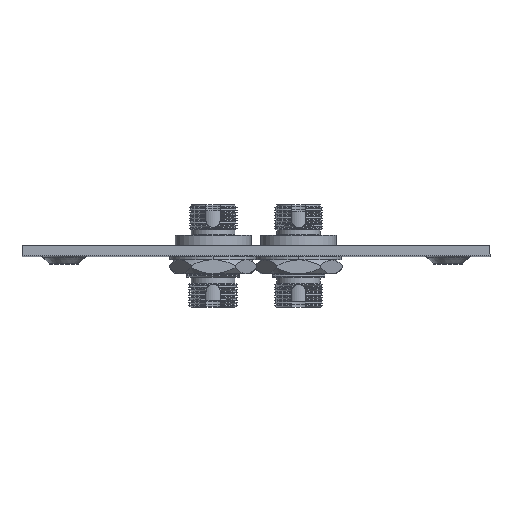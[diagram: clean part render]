
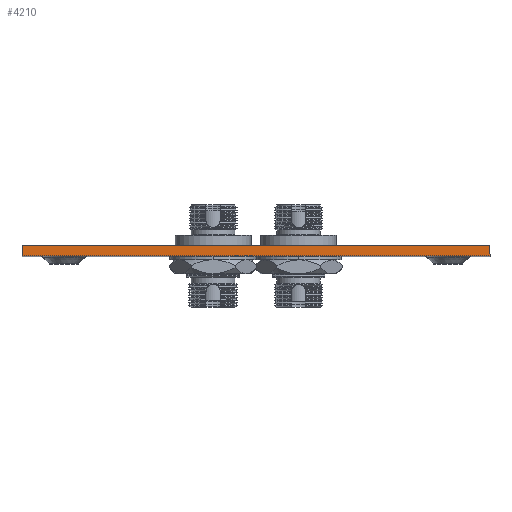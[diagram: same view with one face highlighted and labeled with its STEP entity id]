
A CAD part, top view. The second image highlights one B-rep face of the part: STEP entity #4210.
In plain terms, the highlighted planar face has unit normal (0, 0, 1).
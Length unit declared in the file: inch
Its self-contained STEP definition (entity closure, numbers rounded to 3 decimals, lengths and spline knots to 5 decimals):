
#314 = ORIENTED_EDGE ( 'NONE', *, *, #3934, .T. ) ;
#333 = VERTEX_POINT ( 'NONE', #7582 ) ;
#458 = PLANE ( 'NONE',  #9239 ) ;
#505 = CARTESIAN_POINT ( 'NONE',  ( -1.34, 0.06, 1.615 ) ) ;
#1036 = VECTOR ( 'NONE', #4745, 39.37008 ) ;
#1478 = LINE ( 'NONE', #3596, #7872 ) ;
#1945 = VERTEX_POINT ( 'NONE', #505 ) ;
#1954 = CARTESIAN_POINT ( 'NONE',  ( -1.34, 0.06, 1.615 ) ) ;
#2066 = EDGE_CURVE ( 'NONE', #1945, #333, #5565, .T. ) ;
#2317 = ORIENTED_EDGE ( 'NONE', *, *, #2066, .T. ) ;
#2927 = EDGE_LOOP ( 'NONE', ( #4629, #2317, #314, #5017 ) ) ;
#3411 = LINE ( 'NONE', #7989, #7447 ) ;
#3596 = CARTESIAN_POINT ( 'NONE',  ( -1.34, 0., 1.615 ) ) ;
#3631 = EDGE_CURVE ( 'NONE', #1945, #10381, #8501, .T. ) ;
#3800 = DIRECTION ( 'NONE',  ( -1., 0., 0. ) ) ;
#3934 = EDGE_CURVE ( 'NONE', #333, #5460, #1478, .T. ) ;
#4069 = CARTESIAN_POINT ( 'NONE',  ( -1.34, 0.06, 1.615 ) ) ;
#4210 = ADVANCED_FACE ( 'NONE', ( #5376 ), #458, .F. ) ;
#4629 = ORIENTED_EDGE ( 'NONE', *, *, #3631, .F. ) ;
#4745 = DIRECTION ( 'NONE',  ( 0., -1., 0. ) ) ;
#4820 = DIRECTION ( 'NONE',  ( 1., 0., 0. ) ) ;
#5017 = ORIENTED_EDGE ( 'NONE', *, *, #9804, .T. ) ;
#5376 = FACE_OUTER_BOUND ( 'NONE', #2927, .T. ) ;
#5460 = VERTEX_POINT ( 'NONE', #9423 ) ;
#5565 = LINE ( 'NONE', #1954, #1036 ) ;
#7447 = VECTOR ( 'NONE', #8780, 39.37008 ) ;
#7582 = CARTESIAN_POINT ( 'NONE',  ( -1.34, 0., 1.615 ) ) ;
#7872 = VECTOR ( 'NONE', #9972, 39.37008 ) ;
#7937 = DIRECTION ( 'NONE',  ( 0., 0., -1. ) ) ;
#7989 = CARTESIAN_POINT ( 'NONE',  ( 1.34, 0., 1.615 ) ) ;
#8012 = VECTOR ( 'NONE', #4820, 39.37008 ) ;
#8501 = LINE ( 'NONE', #8789, #8012 ) ;
#8780 = DIRECTION ( 'NONE',  ( 0., 1., 0. ) ) ;
#8789 = CARTESIAN_POINT ( 'NONE',  ( -1.34, 0.06, 1.615 ) ) ;
#9158 = CARTESIAN_POINT ( 'NONE',  ( 1.34, 0.06, 1.615 ) ) ;
#9239 = AXIS2_PLACEMENT_3D ( 'NONE', #4069, #7937, #3800 ) ;
#9423 = CARTESIAN_POINT ( 'NONE',  ( 1.34, 0., 1.615 ) ) ;
#9804 = EDGE_CURVE ( 'NONE', #5460, #10381, #3411, .T. ) ;
#9972 = DIRECTION ( 'NONE',  ( 1., 0., 0. ) ) ;
#10381 = VERTEX_POINT ( 'NONE', #9158 ) ;
